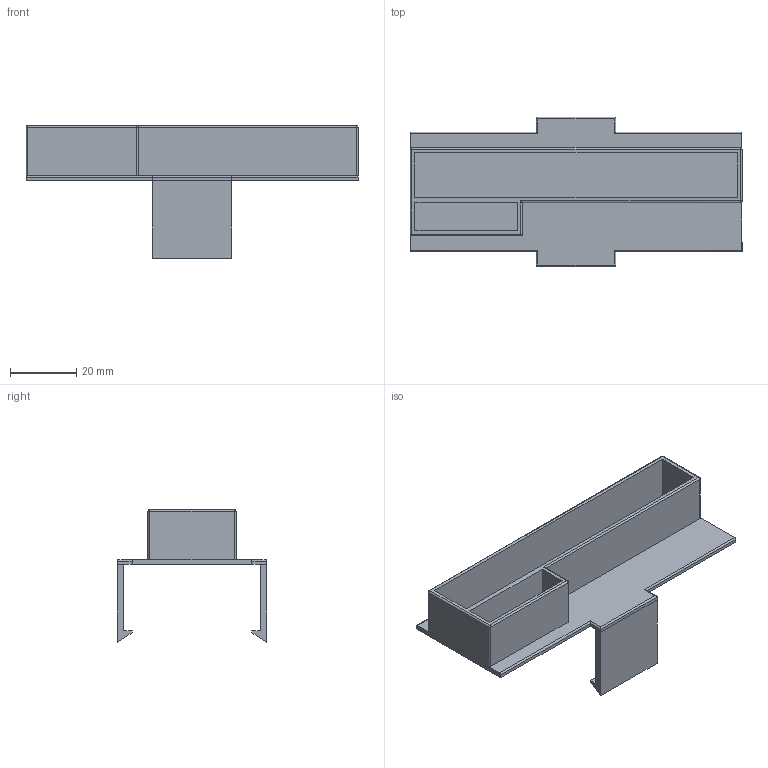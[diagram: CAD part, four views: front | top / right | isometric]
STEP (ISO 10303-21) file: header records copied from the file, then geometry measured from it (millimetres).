
FILE_DESCRIPTION(/* description */ ('STEP AP242','CAx-IF Rec.Pracs.---Representation and Presentation of Product Manufacturing Information (PMI)---4.0---2014-10-13','CAx-IF Rec.Pracs.---3D Tessellated Geometry---0.4---2014-09-14','2;1'),/* implementation_level */ '2;1');
FILE_NAME(/* name */ '661f34c7d8aa055212e2a2b4',/* time_stamp */ '2024-04-17T02:32:40Z',/* author */ (''),/* organization */ (''),/* preprocessor_version */ 'ST-DEVELOPER v20',/* originating_system */ ' ',/* authorisation */ ' ');
FILE_SCHEMA (('AP242_MANAGED_MODEL_BASED_3D_ENGINEERING_MIM_LF { 1 0 10303 442 1 1 4 }'));
Length unit declared in the file: metre
Products named in the file (4): Clamp top; Clamp bottom; Outer walls; Base
Bounding box: 99.9 x 45 x 39.92 mm (x, y, z)
Volume: 14279 mm3; surface area: 19834.7 mm2
Topology: 4 solids, 4 shells, 72 faces, 173 edges, 104 vertices
Faces by surface type: plane 46, cylinder 21, sphere 5
Entity records: 2120 total; most frequent: DIRECTION 353, CARTESIAN_POINT 348, ORIENTED_EDGE 336, EDGE_CURVE 168, LINE 135, VECTOR 135, AXIS2_PLACEMENT_3D 109, VERTEX_POINT 104
